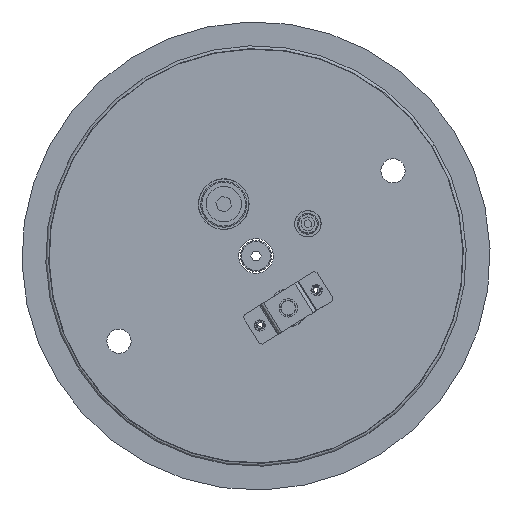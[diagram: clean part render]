
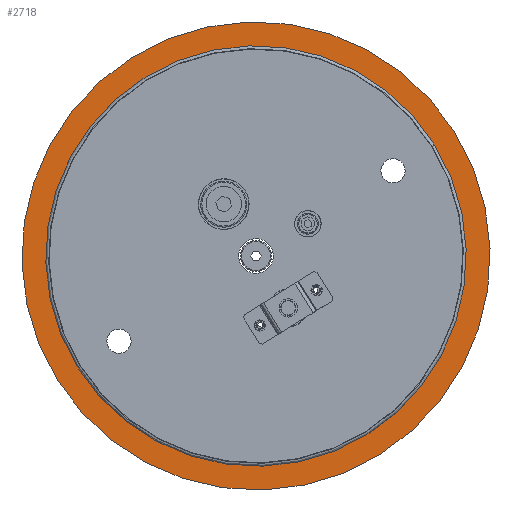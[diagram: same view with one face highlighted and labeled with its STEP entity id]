
A CAD part, left-side view. The second image highlights one B-rep face of the part: STEP entity #2718.
In plain terms, the highlighted planar face has unit normal (-1, 0, 0).
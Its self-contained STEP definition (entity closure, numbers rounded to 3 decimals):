
#51 = CIRCLE ( 'NONE', #3933, 203.2 ) ;
#208 = ORIENTED_EDGE ( 'NONE', *, *, #2776, .T. ) ;
#319 = EDGE_CURVE ( 'NONE', #422, #1106, #51, .T. ) ;
#400 = EDGE_LOOP ( 'NONE', ( #1793, #208 ) ) ;
#422 = VERTEX_POINT ( 'NONE', #2289 ) ;
#447 = VERTEX_POINT ( 'NONE', #3278 ) ;
#571 = AXIS2_PLACEMENT_3D ( 'NONE', #1075, #742, #3708 ) ;
#612 = VERTEX_POINT ( 'NONE', #4057 ) ;
#621 = AXIS2_PLACEMENT_3D ( 'NONE', #3128, #3784, #2846 ) ;
#742 = DIRECTION ( 'NONE',  ( -1., 0., 0. ) ) ;
#891 = DIRECTION ( 'NONE',  ( 0., -0.849, 0.528 ) ) ;
#1075 = CARTESIAN_POINT ( 'NONE',  ( 439.166, -2382.465, -2102.538 ) ) ;
#1090 = CIRCLE ( 'NONE', #571, 203.2 ) ;
#1106 = VERTEX_POINT ( 'NONE', #3504 ) ;
#1267 = DIRECTION ( 'NONE',  ( 1., 0., 0. ) ) ;
#1554 = CARTESIAN_POINT ( 'NONE',  ( 439.166, -2382.465, -2102.538 ) ) ;
#1793 = ORIENTED_EDGE ( 'NONE', *, *, #2730, .T. ) ;
#1861 = CARTESIAN_POINT ( 'NONE',  ( 439.166, -2382.465, -2102.538 ) ) ;
#1871 = FACE_OUTER_BOUND ( 'NONE', #4267, .T. ) ;
#2289 = CARTESIAN_POINT ( 'NONE',  ( 439.166, -2555.054, -1995.285 ) ) ;
#2318 = CIRCLE ( 'NONE', #2714, 179.618 ) ;
#2484 = DIRECTION ( 'NONE',  ( 0., 0.849, -0.528 ) ) ;
#2630 = EDGE_CURVE ( 'NONE', #1106, #422, #1090, .T. ) ;
#2714 = AXIS2_PLACEMENT_3D ( 'NONE', #1554, #1267, #3223 ) ;
#2718 = ADVANCED_FACE ( 'NONE', ( #3863, #1871 ), #3479, .F. ) ;
#2730 = EDGE_CURVE ( 'NONE', #612, #447, #3765, .T. ) ;
#2776 = EDGE_CURVE ( 'NONE', #447, #612, #2318, .T. ) ;
#2831 = DIRECTION ( 'NONE',  ( 1., 0., 0. ) ) ;
#2846 = DIRECTION ( 'NONE',  ( 0., 0.849, -0.528 ) ) ;
#2871 = DIRECTION ( 'NONE',  ( -1., 0., 0. ) ) ;
#2884 = CARTESIAN_POINT ( 'NONE',  ( 439.166, -2382.465, -2102.538 ) ) ;
#3128 = CARTESIAN_POINT ( 'NONE',  ( 439.166, -2209.876, -2209.791 ) ) ;
#3223 = DIRECTION ( 'NONE',  ( 0., 0.849, -0.528 ) ) ;
#3251 = ORIENTED_EDGE ( 'NONE', *, *, #2630, .T. ) ;
#3278 = CARTESIAN_POINT ( 'NONE',  ( 439.166, -2535.025, -2007.732 ) ) ;
#3479 = PLANE ( 'NONE',  #621 ) ;
#3504 = CARTESIAN_POINT ( 'NONE',  ( 439.166, -2209.876, -2209.791 ) ) ;
#3708 = DIRECTION ( 'NONE',  ( 0., -0.849, 0.528 ) ) ;
#3765 = CIRCLE ( 'NONE', #4035, 179.618 ) ;
#3784 = DIRECTION ( 'NONE',  ( 1., 0., 0. ) ) ;
#3863 = FACE_BOUND ( 'NONE', #400, .T. ) ;
#3933 = AXIS2_PLACEMENT_3D ( 'NONE', #2884, #2871, #891 ) ;
#4035 = AXIS2_PLACEMENT_3D ( 'NONE', #1861, #2831, #2484 ) ;
#4057 = CARTESIAN_POINT ( 'NONE',  ( 439.166, -2229.905, -2197.345 ) ) ;
#4112 = ORIENTED_EDGE ( 'NONE', *, *, #319, .T. ) ;
#4267 = EDGE_LOOP ( 'NONE', ( #4112, #3251 ) ) ;
